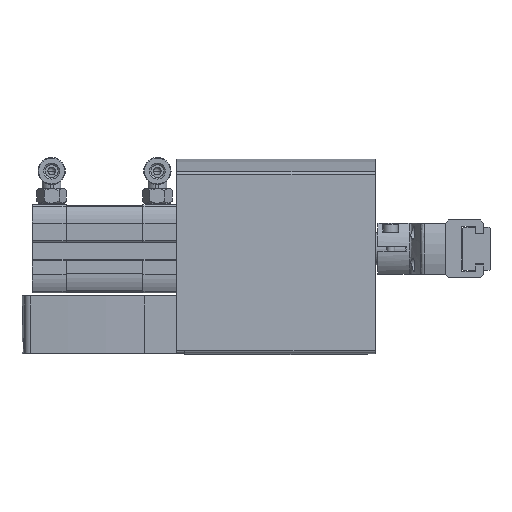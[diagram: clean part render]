
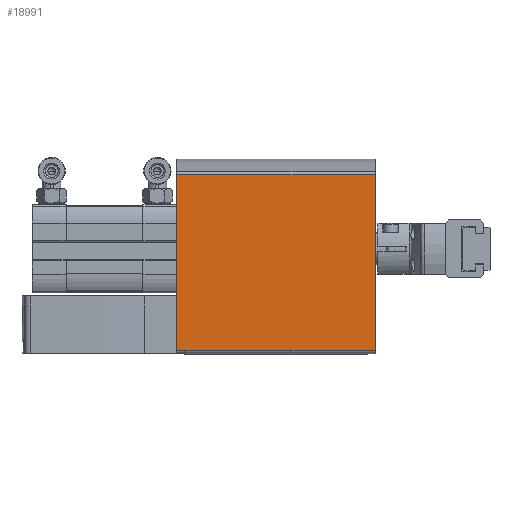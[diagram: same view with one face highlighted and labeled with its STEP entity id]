
A CAD part, left-side view. The second image highlights one B-rep face of the part: STEP entity #18991.
In plain terms, the highlighted planar face has unit normal (-1, 0, 0).
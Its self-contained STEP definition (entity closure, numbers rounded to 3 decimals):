
#364=PLANE('',#20147);
#899=LINE('',#26957,#2178);
#929=LINE('',#27257,#2208);
#931=LINE('',#27263,#2210);
#932=LINE('',#27265,#2211);
#933=LINE('',#27266,#2212);
#934=LINE('',#27268,#2213);
#2178=VECTOR('',#21947,1000.);
#2208=VECTOR('',#22241,1000.);
#2210=VECTOR('',#22247,1000.);
#2211=VECTOR('',#22248,1000.);
#2212=VECTOR('',#22249,1000.);
#2213=VECTOR('',#22250,1000.);
#3661=ORIENTED_EDGE('',*,*,#8206,.T.);
#3662=ORIENTED_EDGE('',*,*,#8207,.F.);
#3663=ORIENTED_EDGE('',*,*,#8061,.F.);
#3664=ORIENTED_EDGE('',*,*,#8208,.F.);
#3665=ORIENTED_EDGE('',*,*,#8209,.F.);
#3666=ORIENTED_EDGE('',*,*,#8203,.T.);
#8061=EDGE_CURVE('',#10333,#10334,#899,.T.);
#8203=EDGE_CURVE('',#10472,#10471,#929,.T.);
#8206=EDGE_CURVE('',#10471,#10474,#931,.T.);
#8207=EDGE_CURVE('',#10334,#10474,#932,.T.);
#8208=EDGE_CURVE('',#10475,#10333,#933,.T.);
#8209=EDGE_CURVE('',#10472,#10475,#934,.T.);
#10333=VERTEX_POINT('',#26956);
#10334=VERTEX_POINT('',#26958);
#10471=VERTEX_POINT('',#27256);
#10472=VERTEX_POINT('',#27258);
#10474=VERTEX_POINT('',#27264);
#10475=VERTEX_POINT('',#27267);
#12780=EDGE_LOOP('',(#3661,#3662,#3663,#3664,#3665,#3666));
#14051=FACE_BOUND('',#12780,.T.);
#18991=ADVANCED_FACE('',(#14051),#364,.F.);
#20147=AXIS2_PLACEMENT_3D('',#27262,#22245,#22246);
#21947=DIRECTION('',(0.,0.,1.));
#22241=DIRECTION('',(0.,-1.,0.));
#22245=DIRECTION('',(1.,0.,0.));
#22246=DIRECTION('',(0.,0.,-1.));
#22247=DIRECTION('',(0.,0.,1.));
#22248=DIRECTION('',(0.,-1.,0.));
#22249=DIRECTION('',(0.,1.,0.));
#22250=DIRECTION('',(0.,0.,1.));
#26956=CARTESIAN_POINT('',(-24.001,62.,-31.69));
#26957=CARTESIAN_POINT('',(-24.001,62.,-31.69));
#26958=CARTESIAN_POINT('',(-24.001,62.,23.053));
#27256=CARTESIAN_POINT('',(-24.001,0.,-31.7));
#27257=CARTESIAN_POINT('',(-24.001,2.5,-31.7));
#27258=CARTESIAN_POINT('',(-24.001,59.5,-31.7));
#27262=CARTESIAN_POINT('',(-24.001,2.5,-31.7));
#27263=CARTESIAN_POINT('',(-24.001,0.,-31.7));
#27264=CARTESIAN_POINT('',(-24.001,0.,23.053));
#27265=CARTESIAN_POINT('',(-24.001,2.5,23.053));
#27266=CARTESIAN_POINT('',(-24.001,59.5,-31.69));
#27267=CARTESIAN_POINT('',(-24.001,59.5,-31.69));
#27268=CARTESIAN_POINT('',(-24.001,59.5,-31.7));
